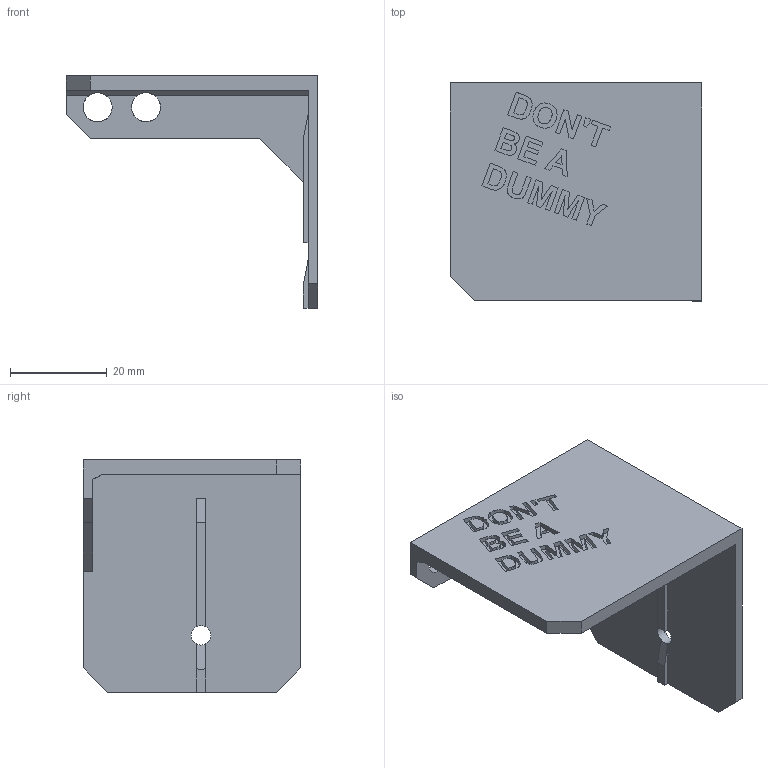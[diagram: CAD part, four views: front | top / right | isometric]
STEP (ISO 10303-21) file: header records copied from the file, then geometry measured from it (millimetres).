
FILE_DESCRIPTION(/* description */ (''),/* implementation_level */ '2;1');
FILE_NAME(/* name */ 'MEANWELL BRACKET_SMALL.step',/* time_stamp */ '2025-12-07T00:33:21Z',/* author */ (''),/* organization */ (''),/* preprocessor_version */ 'ST-DEVELOPER v20.1',/* originating_system */ 'Autodesk Translation Framework v14.21.0.0',/* authorisation */ '');
FILE_SCHEMA (('AUTOMOTIVE_DESIGN { 1 0 10303 214 3 1 1 }'));
Length unit declared in the file: millimetre
Products named in the file (1): MEANWELL BRACKET_SMALL
Bounding box: 52 x 45 x 48 mm (x, y, z)
Volume: 11879.8 mm3; surface area: 10780.4 mm2
Topology: 1 solids, 1 shells, 243 faces, 674 edges, 449 vertices
Faces by surface type: plane 151, bspline 88, cylinder 3, cone 1
Full cylindrical faces by diameter (mm): 4 x1, 6 x2
Entity records: 8875 total; most frequent: CARTESIAN_POINT 3204, ORIENTED_EDGE 1348, DIRECTION 823, EDGE_CURVE 674, LINE 481, VECTOR 481, VERTEX_POINT 449, EDGE_LOOP 265
